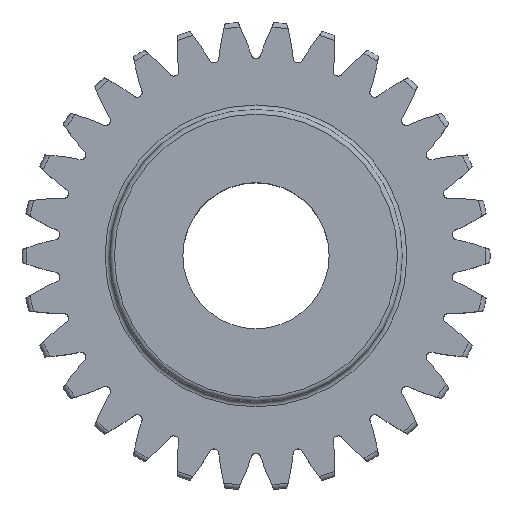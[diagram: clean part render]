
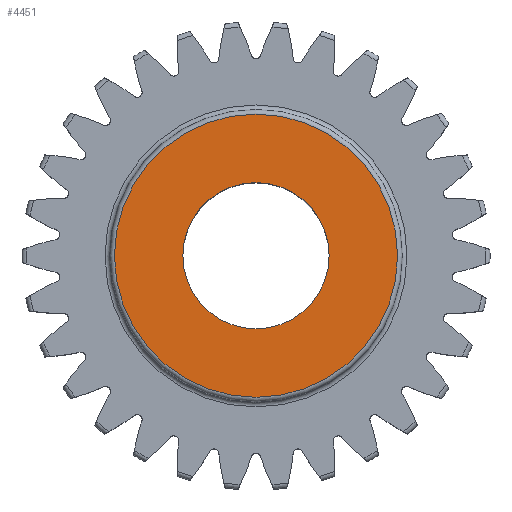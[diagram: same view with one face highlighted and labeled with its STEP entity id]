
A CAD part, top view. The second image highlights one B-rep face of the part: STEP entity #4451.
In plain terms, the highlighted planar face has unit normal (0, 0, 1).
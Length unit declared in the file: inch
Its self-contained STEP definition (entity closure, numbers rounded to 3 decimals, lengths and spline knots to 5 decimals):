
#15=FACE_BOUND('',#1026,.T.);
#18=PLANE('',#4838);
#778=FACE_OUTER_BOUND('',#1025,.T.);
#1025=EDGE_LOOP('',(#3202));
#1026=EDGE_LOOP('',(#3203));
#1188=CIRCLE('',#4627,0.19055);
#1192=CIRCLE('',#4633,0.09843);
#1617=VERTEX_POINT('',#6846);
#1620=VERTEX_POINT('',#6856);
#2106=EDGE_CURVE('',#1617,#1617,#1188,.T.);
#2111=EDGE_CURVE('',#1620,#1620,#1192,.T.);
#3202=ORIENTED_EDGE('',*,*,#2106,.T.);
#3203=ORIENTED_EDGE('',*,*,#2111,.T.);
#4451=ADVANCED_FACE('',(#778,#15),#18,.T.);
#4627=AXIS2_PLACEMENT_3D('',#6847,#5312,#5313);
#4633=AXIS2_PLACEMENT_3D('',#6857,#5325,#5326);
#4838=AXIS2_PLACEMENT_3D('',#8746,#5794,#5795);
#5312=DIRECTION('center_axis',(0.,0.,1.));
#5313=DIRECTION('ref_axis',(0.,-1.,0.));
#5325=DIRECTION('center_axis',(0.,0.,-1.));
#5326=DIRECTION('ref_axis',(0.,1.,0.));
#5794=DIRECTION('center_axis',(0.,0.,1.));
#5795=DIRECTION('ref_axis',(0.,-1.,0.));
#6846=CARTESIAN_POINT('',(0.,0.19055,0.27559));
#6847=CARTESIAN_POINT('Origin',(0.,0.,0.27559));
#6856=CARTESIAN_POINT('',(0.,-0.09843,0.27559));
#6857=CARTESIAN_POINT('Origin',(0.,0.,0.27559));
#8746=CARTESIAN_POINT('Origin',(0.,0.09843,0.27559));
